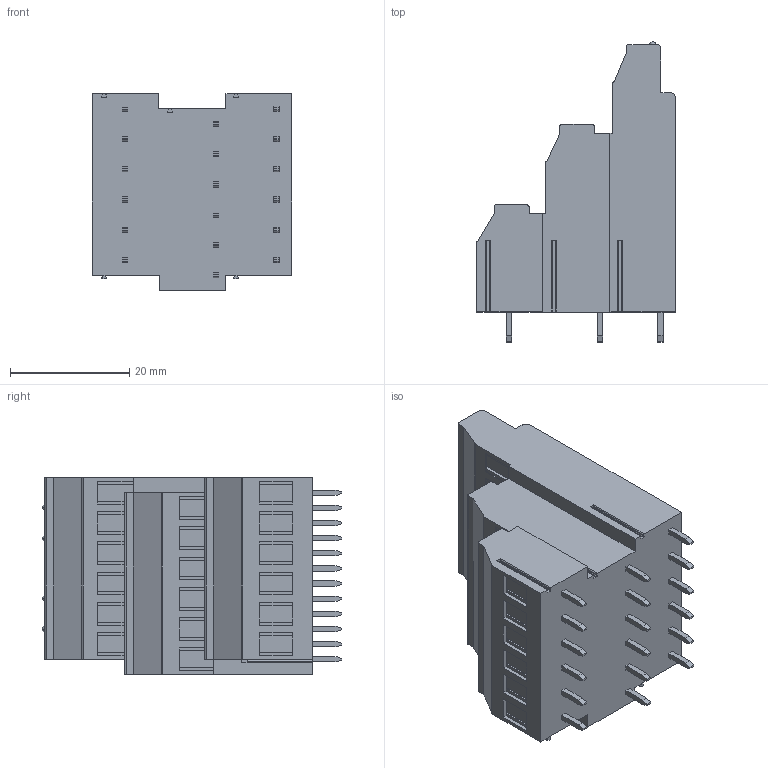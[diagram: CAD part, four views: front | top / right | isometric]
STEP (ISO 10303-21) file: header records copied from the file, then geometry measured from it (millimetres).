
FILE_DESCRIPTION((''),'2;1');
FILE_NAME('TL324VH3-XXP-XS','2025-01-09T17:05:25',('yanfa'),(''),'CREO PARAMETRIC BY PTC INC, 2018100','CREO PARAMETRIC BY PTC INC, 2018100','');
FILE_SCHEMA(('CONFIG_CONTROL_DESIGN','SHAPE_APPEARANCE_LAYERS_GROUPS'));
Length unit declared in the file: millimetre
Products named in the file (1): TL324VH3-XXP-XS
Bounding box: 33.4 x 50.3 x 33.02 mm (x, y, z)
Volume: 28561.3 mm3; surface area: 9230.4 mm2
Topology: 1 solids, 21 shells, 789 faces, 2076 edges, 1367 vertices
Faces by surface type: plane 647, cylinder 98, torus 36, sphere 8
Entity records: 24290 total; most frequent: CARTESIAN_POINT 4620, ORIENTED_EDGE 4136, DIRECTION 3894, EDGE_CURVE 2068, VECTOR 1676, LINE 1676, VERTEX_POINT 1367, AXIS2_PLACEMENT_3D 1109
